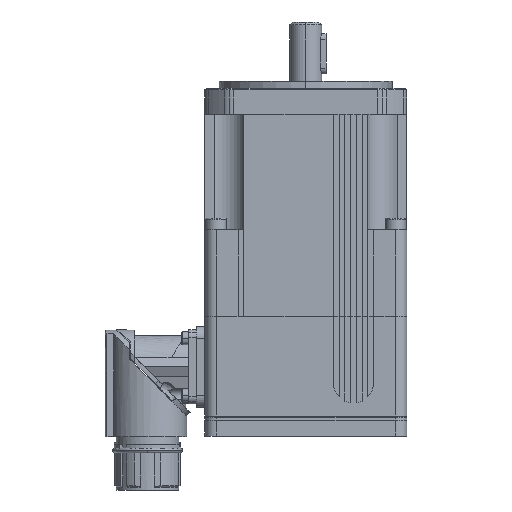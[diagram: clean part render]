
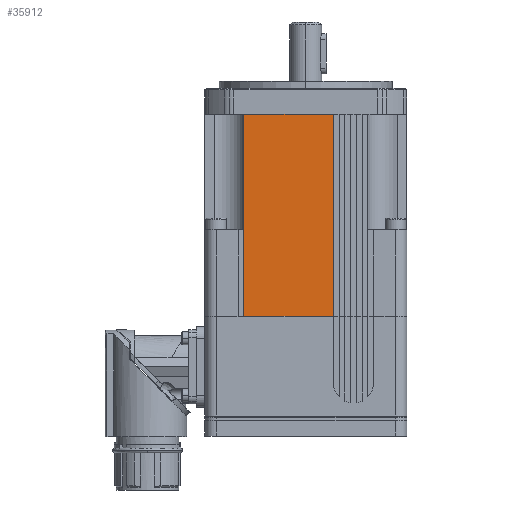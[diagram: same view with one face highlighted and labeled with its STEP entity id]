
A CAD part, left-side view. The second image highlights one B-rep face of the part: STEP entity #35912.
In plain terms, the highlighted planar face has unit normal (-1, 0, 0).
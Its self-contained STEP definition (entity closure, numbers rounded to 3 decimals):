
#26647=CARTESIAN_POINT('',(-35.,21.5,0.0));
#26648=VERTEX_POINT('',#26647);
#28086=CARTESIAN_POINT('',(-35.0,-9.5,0.0));
#28087=VERTEX_POINT('',#28086);
#28449=CARTESIAN_POINT('',(-35.,21.5,0.0));
#28450=DIRECTION('',(0.0,-1.0,0.0));
#28451=VECTOR('',#28450,31.);
#28452=LINE('',#28449,#28451);
#28453=EDGE_CURVE('',#26648,#28087,#28452,.T.);
#30877=CARTESIAN_POINT('',(-35.0,-9.5,70.0));
#30878=VERTEX_POINT('',#30877);
#31671=CARTESIAN_POINT('',(-35.,21.5,70.0));
#31672=VERTEX_POINT('',#31671);
#34032=CARTESIAN_POINT('',(-35.0,-9.5,70.0));
#34033=DIRECTION('',(0.0,1.0,0.0));
#34034=VECTOR('',#34033,31.);
#34035=LINE('',#34032,#34034);
#34036=EDGE_CURVE('',#30878,#31672,#34035,.T.);
#35364=CARTESIAN_POINT('',(-35.,21.5,0.0));
#35365=DIRECTION('',(0.0,0.0,1.0));
#35366=VECTOR('',#35365,70.0);
#35367=LINE('',#35364,#35366);
#35368=EDGE_CURVE('',#26648,#31672,#35367,.T.);
#35890=CARTESIAN_POINT('',(-35.0,-9.5,0.0));
#35891=DIRECTION('',(0.0,0.0,1.0));
#35892=VECTOR('',#35891,70.0);
#35893=LINE('',#35890,#35892);
#35894=EDGE_CURVE('',#28087,#30878,#35893,.T.);
#35901=CARTESIAN_POINT('',(-35.0,-9.5,0.0));
#35902=DIRECTION('',(-1.0,0.0,0.0));
#35903=DIRECTION('',(0.0,0.0,1.0));
#35904=AXIS2_PLACEMENT_3D('',#35901,#35902,#35903);
#35905=PLANE('',#35904);
#35906=ORIENTED_EDGE('',*,*,#34036,.T.);
#35907=ORIENTED_EDGE('',*,*,#35368,.F.);
#35908=ORIENTED_EDGE('',*,*,#28453,.T.);
#35909=ORIENTED_EDGE('',*,*,#35894,.T.);
#35910=EDGE_LOOP('',(#35906,#35907,#35908,#35909));
#35911=FACE_OUTER_BOUND('',#35910,.T.);
#35912=ADVANCED_FACE('',(#35911),#35905,.T.);
